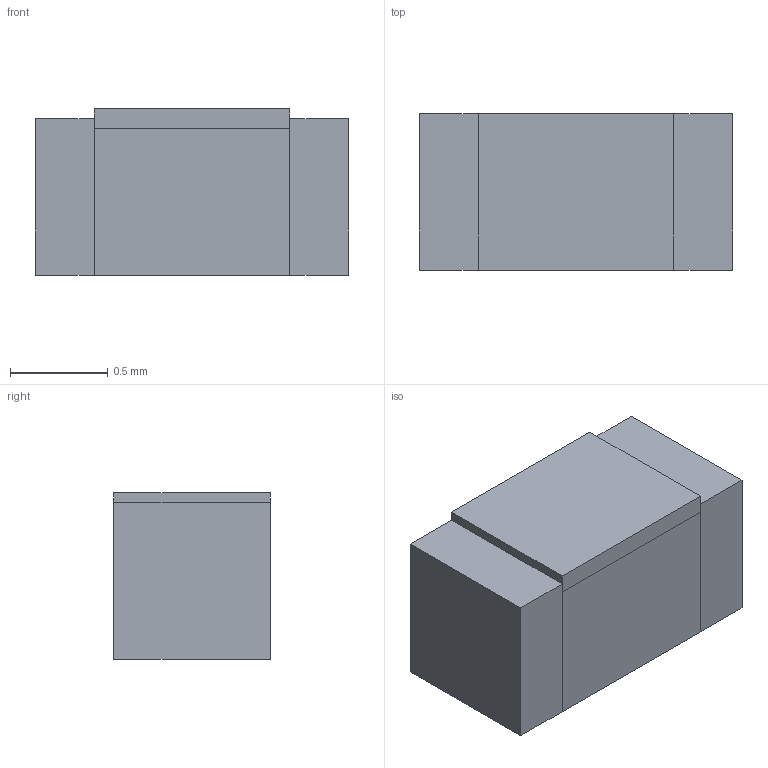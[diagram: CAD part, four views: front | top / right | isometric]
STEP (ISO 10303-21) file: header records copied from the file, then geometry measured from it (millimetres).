
FILE_DESCRIPTION (( 'STEP AP214' ), '1' );
FILE_NAME ('DO0603_L1.6-W0.8-H0.8-LS1.6.step', '2022-07-04T11:57:41', ( '' ), ( '' ), 'SwSTEP 2.0', 'SolidWorks 2020', '' );
FILE_SCHEMA (( 'AUTOMOTIVE_DESIGN' ));
Length unit declared in the file: millimetre
Products named in the file (1): DO0603_L1.6-W0.8-H0.8-LS1.6
Bounding box: 1.6 x 0.8 x 0.85 mm (x, y, z)
Volume: 1.1 mm3; surface area: 10.7 mm2
Topology: 4 solids, 4 shells, 248 faces, 663 edges, 442 vertices
Faces by surface type: plane 150, bspline 98
Entity records: 10968 total; most frequent: CARTESIAN_POINT 2660, ORIENTED_EDGE 1326, DIRECTION 765, EDGE_CURVE 663, VECTOR 463, LINE 463, VERTEX_POINT 442, EDGE_LOOP 267
